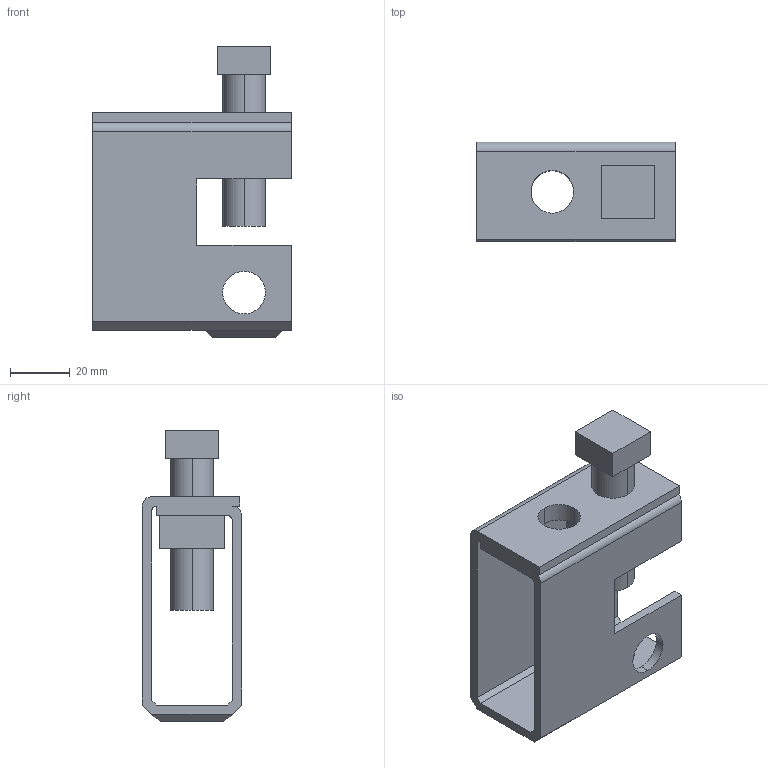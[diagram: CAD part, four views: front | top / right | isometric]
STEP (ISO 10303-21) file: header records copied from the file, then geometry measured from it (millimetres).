
FILE_DESCRIPTION(('TurboCAD Mac Pro'),'Build 980');
FILE_NAME('P2676.stp',' ',(''),(''),'ACIS Interop','IMSI','TurboCAD Mac Pro BY IMSI, INCORPORATED');
FILE_SCHEMA(('automotive_design'));
Length unit declared in the file: inch
Products named in the file (3): 1; 2; 3
Bounding box: 66.67 x 33.34 x 97.63 mm (x, y, z)
Volume: 55866.4 mm3; surface area: 30314.5 mm2
Topology: 3 solids, 3 shells, 77 faces, 210 edges, 140 vertices
Faces by surface type: plane 44, bspline 32, cylinder 1
Entity records: 4286 total; most frequent: CARTESIAN_POINT 846, ORIENTED_EDGE 420, STYLED_ITEM 278, PRESENTATION_STYLE_ASSIGNMENT 278, COLOUR_RGB 278, DIRECTION 244, EDGE_CURVE 210, CURVE_STYLE 198
